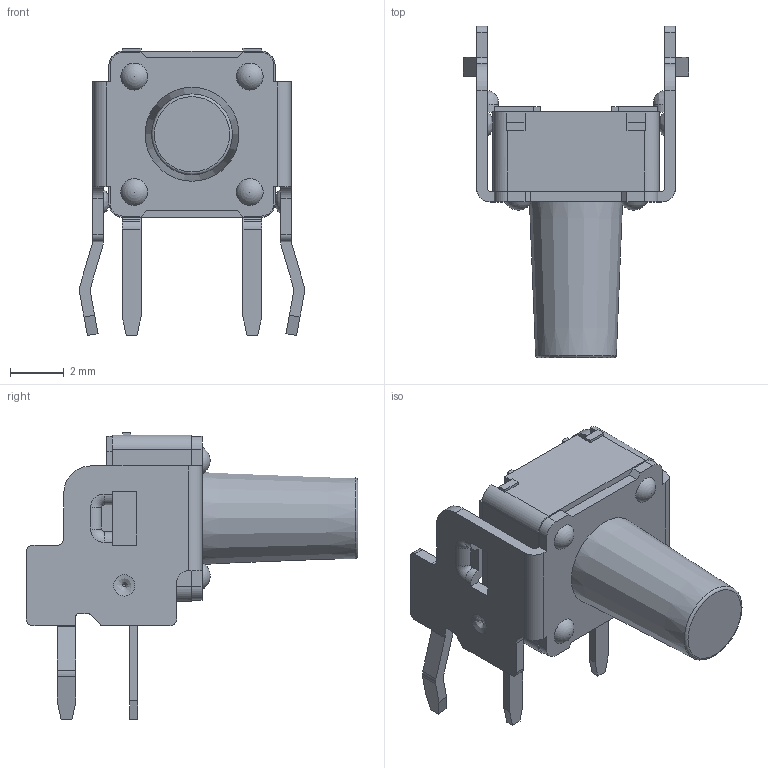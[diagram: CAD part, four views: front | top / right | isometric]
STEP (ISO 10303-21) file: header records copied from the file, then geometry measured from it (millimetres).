
FILE_DESCRIPTION( ( 'Unknown' ), '1' );
FILE_NAME( '4312560837x6.stp', 'Unknown', ( 'Unknown' ), ( 'Unknown' ), 'PSStep 16.0.42', 'Unknown', ' ' );
FILE_SCHEMA( ( 'AUTOMOTIVE_DESIGN { 1 0 10303 214 1 1 1 1 }' ) );
Length unit declared in the file: millimetre
Products named in the file (3): Assem1; bracket; frame
Assembly tree (2 placements, depth 2):
  Assem1
    bracket
    frame
Bounding box: 8.4 x 12.35 x 10.7 mm (x, y, z)
Volume: 204.5 mm3; surface area: 470 mm2
Topology: 2 solids, 2 shells, 277 faces, 771 edges, 510 vertices
Faces by surface type: plane 192, cylinder 67, bspline 8, torus 5, sphere 4, cone 1
Full cylindrical faces by diameter (mm): 0.8 x4, 0.85 x4, 3.5 x1
Entity records: 11076 total; most frequent: CARTESIAN_POINT 1688, ORIENTED_EDGE 1478, DIRECTION 1452, EDGE_CURVE 739, LINE 570, VECTOR 570, VERTEX_POINT 501, AXIS2_PLACEMENT_3D 441
